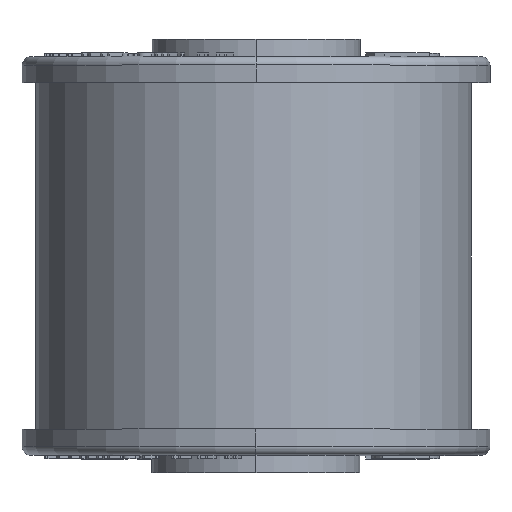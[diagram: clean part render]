
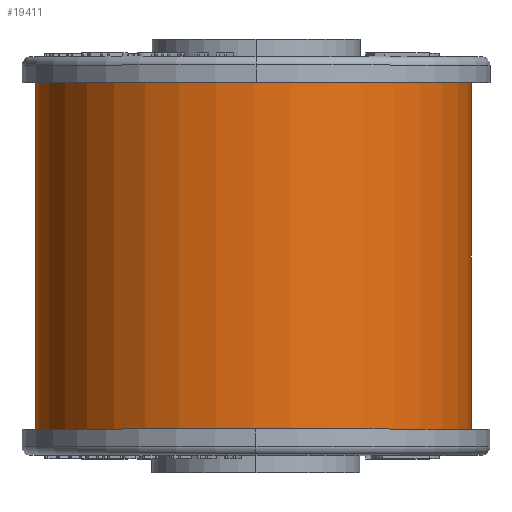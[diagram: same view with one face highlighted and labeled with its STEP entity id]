
A CAD part, top view. The second image highlights one B-rep face of the part: STEP entity #19411.
In plain terms, the highlighted cylindrical face has radius 12.565 mm (diameter 25.13 mm), a partial arc.
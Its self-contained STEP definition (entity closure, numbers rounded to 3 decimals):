
#733 = ORIENTED_EDGE ( 'NONE', *, *, #8266, .F. ) ;
#994 = AXIS2_PLACEMENT_3D ( 'NONE', #21978, #5718, #20194 ) ;
#1378 = AXIS2_PLACEMENT_3D ( 'NONE', #4298, #5836, #13066 ) ;
#1955 = AXIS2_PLACEMENT_3D ( 'NONE', #5576, #12814, #9241 ) ;
#2195 = EDGE_CURVE ( 'NONE', #21038, #12830, #16126, .T. ) ;
#4021 = LINE ( 'NONE', #18133, #10685 ) ;
#4298 = CARTESIAN_POINT ( 'NONE',  ( -0.135, 0., 0. ) ) ;
#5368 = ORIENTED_EDGE ( 'NONE', *, *, #19446, .F. ) ;
#5576 = CARTESIAN_POINT ( 'NONE',  ( -0.135, 20., 0. ) ) ;
#5699 = VERTEX_POINT ( 'NONE', #13068 ) ;
#5718 = DIRECTION ( 'NONE',  ( 0., -1., 0. ) ) ;
#5836 = DIRECTION ( 'NONE',  ( 0., -1., 0. ) ) ;
#8266 = EDGE_CURVE ( 'NONE', #5699, #13750, #4021, .T. ) ;
#9015 = VECTOR ( 'NONE', #17904, 1000. ) ;
#9241 = DIRECTION ( 'NONE',  ( 1., 0., 0. ) ) ;
#10530 = CARTESIAN_POINT ( 'NONE',  ( 12.43, 0., 0. ) ) ;
#10586 = EDGE_LOOP ( 'NONE', ( #5368, #733, #22142, #20453 ) ) ;
#10685 = VECTOR ( 'NONE', #18245, 1000. ) ;
#11394 = FACE_OUTER_BOUND ( 'NONE', #10586, .T. ) ;
#12814 = DIRECTION ( 'NONE',  ( 0., -1., 0. ) ) ;
#12830 = VERTEX_POINT ( 'NONE', #19668 ) ;
#13066 = DIRECTION ( 'NONE',  ( 1., 0., 0. ) ) ;
#13068 = CARTESIAN_POINT ( 'NONE',  ( 12.43, 20., 0. ) ) ;
#13750 = VERTEX_POINT ( 'NONE', #10530 ) ;
#14737 = CYLINDRICAL_SURFACE ( 'NONE', #994, 12.565 ) ;
#16126 = LINE ( 'NONE', #19918, #9015 ) ;
#16287 = EDGE_CURVE ( 'NONE', #5699, #21038, #19370, .T. ) ;
#17904 = DIRECTION ( 'NONE',  ( 0., -1., 0. ) ) ;
#18133 = CARTESIAN_POINT ( 'NONE',  ( 12.43, 20., 0. ) ) ;
#18245 = DIRECTION ( 'NONE',  ( 0., -1., 0. ) ) ;
#19370 = CIRCLE ( 'NONE', #1955, 12.565 ) ;
#19411 = ADVANCED_FACE ( 'NONE', ( #11394 ), #14737, .T. ) ;
#19446 = EDGE_CURVE ( 'NONE', #13750, #12830, #19555, .T. ) ;
#19555 = CIRCLE ( 'NONE', #1378, 12.565 ) ;
#19668 = CARTESIAN_POINT ( 'NONE',  ( -12.7, 0., 0. ) ) ;
#19918 = CARTESIAN_POINT ( 'NONE',  ( -12.7, 20., 0. ) ) ;
#20194 = DIRECTION ( 'NONE',  ( 0., 0., -1. ) ) ;
#20453 = ORIENTED_EDGE ( 'NONE', *, *, #2195, .T. ) ;
#21038 = VERTEX_POINT ( 'NONE', #22158 ) ;
#21978 = CARTESIAN_POINT ( 'NONE',  ( -0.135, 20., 0. ) ) ;
#22142 = ORIENTED_EDGE ( 'NONE', *, *, #16287, .T. ) ;
#22158 = CARTESIAN_POINT ( 'NONE',  ( -12.7, 20., 0. ) ) ;
